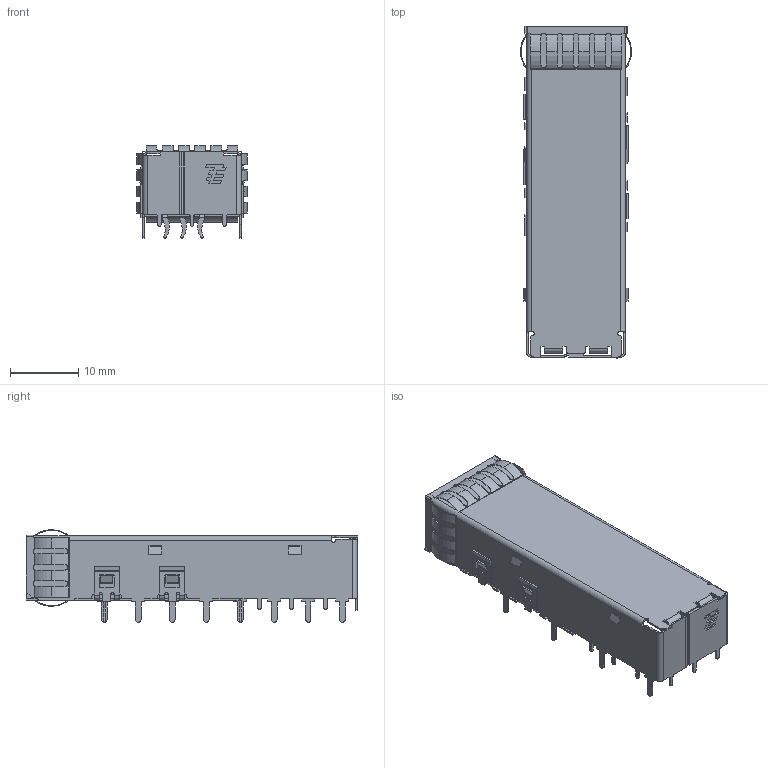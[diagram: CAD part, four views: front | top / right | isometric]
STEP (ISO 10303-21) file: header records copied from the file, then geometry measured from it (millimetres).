
FILE_DESCRIPTION(('STEP AP214'),'1');
FILE_NAME('2007198-1.stp','2023-01-11T21:12:06',(' '),(' '),'Spatial InterOp 3D',' ',' ');
FILE_SCHEMA(('AUTOMOTIVE_DESIGN { 1 0 10303 214 1 1 1 1 }'));
Length unit declared in the file: metre
Products named in the file (4): c-2007198-1-b-3d; Component1; Component2; 2007198-1
Assembly tree (3 placements, depth 3):
  2007198-1
    c-2007198-1-b-3d
      Component1
      Component2
Bounding box: 16.3 x 48.8 x 13.6 mm (x, y, z)
Volume: 568 mm3; surface area: 4869.5 mm2
Topology: 2 solids, 2 shells, 773 faces, 2428 edges, 1606 vertices
Faces by surface type: plane 450, cylinder 323
Entity records: 27828 total; most frequent: CARTESIAN_POINT 5694, ORIENTED_EDGE 4856, DIRECTION 4496, EDGE_CURVE 2428, LINE 1664, VECTOR 1664, VERTEX_POINT 1606, AXIS2_PLACEMENT_3D 1416
